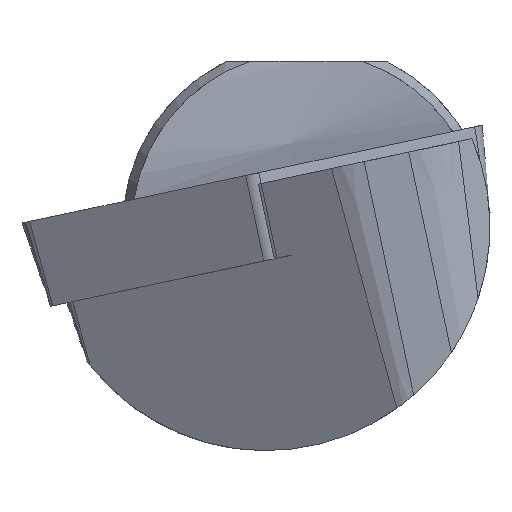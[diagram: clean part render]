
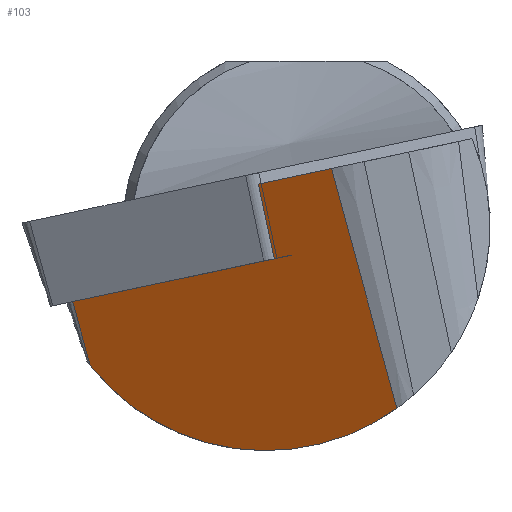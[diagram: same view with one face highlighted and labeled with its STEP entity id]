
A CAD part, left-side view. The second image highlights one B-rep face of the part: STEP entity #103.
In plain terms, the highlighted planar face has unit normal (-0.88, 0.423, -0.214).
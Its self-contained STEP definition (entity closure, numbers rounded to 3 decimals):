
#103=ADVANCED_FACE('',(#161),#137,.T.);
#137=PLANE('',#735);
#161=FACE_OUTER_BOUND('',#198,.T.);
#198=EDGE_LOOP('',(#306,#307,#308,#309,#310,#311));
#248=ELLIPSE('',#734,6.929,6.1);
#306=ORIENTED_EDGE('',*,*,#543,.F.);
#307=ORIENTED_EDGE('',*,*,#544,.F.);
#308=ORIENTED_EDGE('',*,*,#545,.F.);
#309=ORIENTED_EDGE('',*,*,#546,.T.);
#310=ORIENTED_EDGE('',*,*,#547,.T.);
#311=ORIENTED_EDGE('',*,*,#548,.T.);
#470=VERTEX_POINT('',#1022);
#471=VERTEX_POINT('',#1023);
#472=VERTEX_POINT('',#1025);
#473=VERTEX_POINT('',#1027);
#474=VERTEX_POINT('',#1029);
#475=VERTEX_POINT('',#1031);
#543=EDGE_CURVE('',#470,#471,#632,.T.);
#544=EDGE_CURVE('',#472,#470,#633,.T.);
#545=EDGE_CURVE('',#473,#472,#634,.T.);
#546=EDGE_CURVE('',#473,#474,#248,.T.);
#547=EDGE_CURVE('',#474,#475,#635,.T.);
#548=EDGE_CURVE('',#475,#471,#636,.T.);
#632=LINE('',#1021,#682);
#633=LINE('',#1024,#683);
#634=LINE('',#1026,#684);
#635=LINE('',#1030,#685);
#636=LINE('',#1032,#686);
#682=VECTOR('',#840,1.);
#683=VECTOR('',#841,1.);
#684=VECTOR('',#842,1.);
#685=VECTOR('',#845,1.);
#686=VECTOR('',#846,1.);
#734=AXIS2_PLACEMENT_3D('',#1028,#843,#844);
#735=AXIS2_PLACEMENT_3D('',#1033,#847,#848);
#840=DIRECTION('',(-0.137,0.206,0.969));
#841=DIRECTION('',(-0.462,-0.868,0.184));
#842=DIRECTION('',(-0.108,0.261,0.959));
#843=DIRECTION('',(-0.88,0.423,-0.214));
#844=DIRECTION('',(0.474,0.785,-0.398));
#845=DIRECTION('',(-0.108,0.261,0.959));
#846=DIRECTION('',(0.462,0.868,-0.184));
#847=DIRECTION('',(-0.88,0.423,-0.214));
#848=DIRECTION('',(0.433,0.901,0.));
#1021=CARTESIAN_POINT('',(1.533,1.284,1.055));
#1022=CARTESIAN_POINT('',(1.806,0.873,-0.876));
#1023=CARTESIAN_POINT('',(1.518,1.306,1.159));
#1024=CARTESIAN_POINT('',(4.727,6.361,-2.042));
#1025=CARTESIAN_POINT('',(4.727,6.361,-2.042));
#1026=CARTESIAN_POINT('',(4.468,6.988,0.258));
#1027=CARTESIAN_POINT('',(4.923,5.888,-3.78));
#1028=CARTESIAN_POINT('',(1.702,1.1,0.));
#1029=CARTESIAN_POINT('',(1.195,-2.466,-4.949));
#1030=CARTESIAN_POINT('',(0.426,-0.606,1.872));
#1031=CARTESIAN_POINT('',(0.459,-0.685,1.582));
#1032=CARTESIAN_POINT('',(0.792,-0.06,1.449));
#1033=CARTESIAN_POINT('',(4.468,6.988,0.258));
